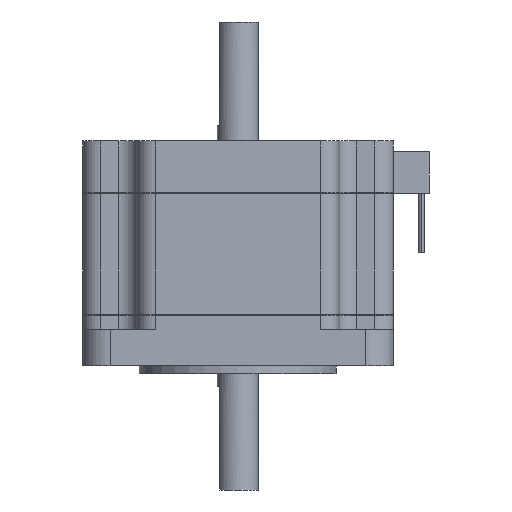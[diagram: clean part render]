
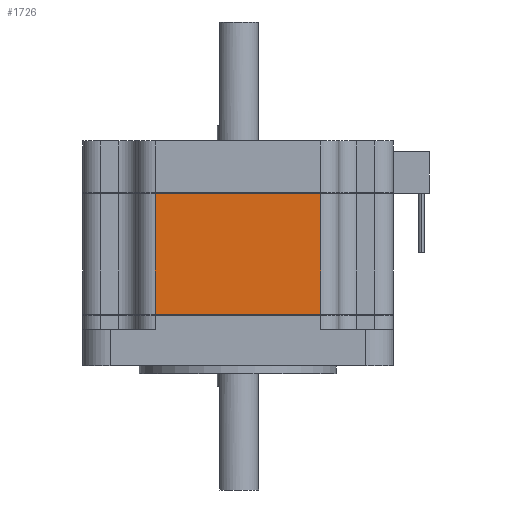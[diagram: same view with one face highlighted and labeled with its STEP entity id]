
A CAD part, left-side view. The second image highlights one B-rep face of the part: STEP entity #1726.
In plain terms, the highlighted planar face has unit normal (-1, 0, 0).
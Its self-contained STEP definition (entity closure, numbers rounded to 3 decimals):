
#1152 = VERTEX_POINT( '', #3125 );
#1454 = VERTEX_POINT( '', #3462 );
#1692 = VERTEX_POINT( '', #3724 );
#1726 = ADVANCED_FACE( '', ( #3760 ), #3761, .T. );
#2030 = EDGE_CURVE( '', #1454, #1692, #4099, .T. );
#2192 = VERTEX_POINT( '', #4280 );
#2356 = EDGE_CURVE( '', #1692, #2192, #4460, .T. );
#2382 = EDGE_CURVE( '', #1454, #1152, #4487, .T. );
#2582 = EDGE_CURVE( '', #2192, #1152, #4703, .T. );
#3125 = CARTESIAN_POINT( '', ( -30., 16., 33.3 ) );
#3462 = CARTESIAN_POINT( '', ( -30., 16., 10. ) );
#3724 = CARTESIAN_POINT( '', ( -30., -16., 10. ) );
#3760 = FACE_OUTER_BOUND( '', #6198, .T. );
#3761 = PLANE( '', #6199 );
#4099 = LINE( '', #6652, #6653 );
#4280 = CARTESIAN_POINT( '', ( -30., -16., 33.3 ) );
#4460 = LINE( '', #7134, #7135 );
#4487 = LINE( '', #7175, #7176 );
#4703 = LINE( '', #7470, #7471 );
#6198 = EDGE_LOOP( '', ( #9031, #9032, #9033, #9034 ) );
#6199 = AXIS2_PLACEMENT_3D( '', #9035, #9036, #9037 );
#6652 = CARTESIAN_POINT( '', ( -30., -12.35, 10. ) );
#6653 = VECTOR( '', #9403, 1. );
#7134 = CARTESIAN_POINT( '', ( -30., -16., 7. ) );
#7135 = VECTOR( '', #9831, 1. );
#7175 = CARTESIAN_POINT( '', ( -30., 16., 7. ) );
#7176 = VECTOR( '', #9851, 1. );
#7470 = CARTESIAN_POINT( '', ( -30., -12.35, 33.3 ) );
#7471 = VECTOR( '', #10066, 1. );
#9031 = ORIENTED_EDGE( '', *, *, #2030, .T. );
#9032 = ORIENTED_EDGE( '', *, *, #2356, .T. );
#9033 = ORIENTED_EDGE( '', *, *, #2582, .T. );
#9034 = ORIENTED_EDGE( '', *, *, #2382, .F. );
#9035 = CARTESIAN_POINT( '', ( -30., -24.7, 0. ) );
#9036 = DIRECTION( '', ( -1., 0., 0. ) );
#9037 = DIRECTION( '', ( 0., -1., 0. ) );
#9403 = DIRECTION( '', ( 0., -1., 0. ) );
#9831 = DIRECTION( '', ( 0., 0., 1. ) );
#9851 = DIRECTION( '', ( 0., 0., 1. ) );
#10066 = DIRECTION( '', ( 0., 1., 0. ) );
